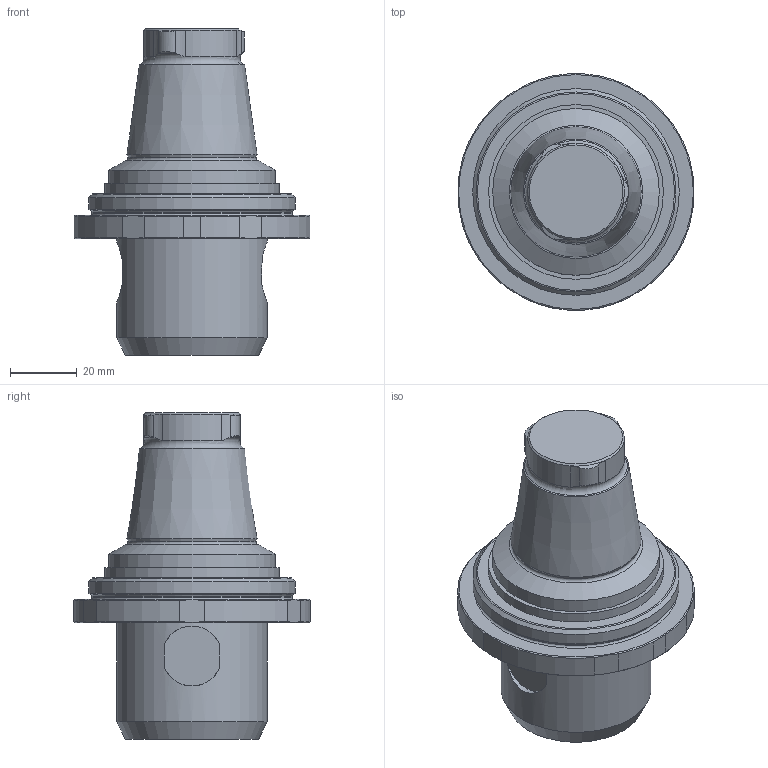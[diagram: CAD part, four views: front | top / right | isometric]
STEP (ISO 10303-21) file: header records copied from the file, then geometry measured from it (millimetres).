
FILE_DESCRIPTION(/* description */ ('Unknown'),/* implementation_level */ '2;1');
FILE_NAME(/* name */ '320140020',/* time_stamp */ '2020-06-18T11:56:17+02:00',/* author */ ('Unknown'),/* organization */ ('Unknown'),/* preprocessor_version */ 'ST-DEVELOPER v16.7',/* originating_system */ 'DEX',/* authorisation */ $);
FILE_SCHEMA (('AUTOMOTIVE_DESIGN {1 0 10303 214 3 1 1}'));
Length unit declared in the file: millimetre
Products named in the file (1): 090316_320140020_vereinfacht_STP_00414815
Bounding box: 70.6 x 70.8 x 98 mm (x, y, z)
Volume: 139898 mm3; surface area: 23651.4 mm2
Topology: 1 solids, 1 shells, 68 faces, 160 edges, 101 vertices
Faces by surface type: cylinder 30, plane 17, cone 16, torus 5
Full cylindrical faces by diameter (mm): 20 x1, 45 x1, 50 x1, 52.4 x1, 60.1 x1, 62 x1
Entity records: 1896 total; most frequent: CARTESIAN_POINT 463, DIRECTION 286, ORIENTED_EDGE 266, EDGE_CURVE 133, AXIS2_PLACEMENT_3D 128, EDGE_LOOP 96, FACE_BOUND 96, VERTEX_POINT 95
